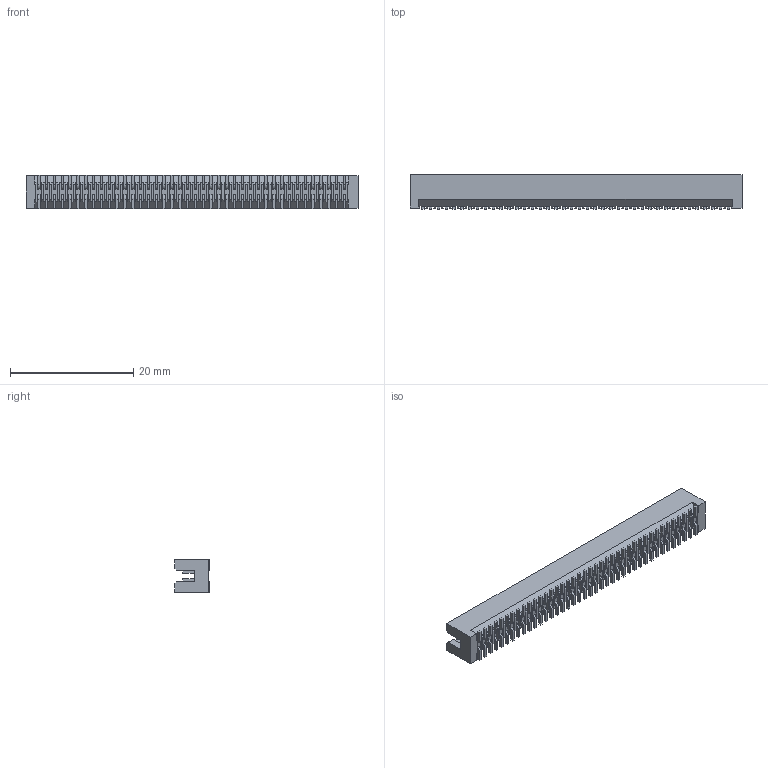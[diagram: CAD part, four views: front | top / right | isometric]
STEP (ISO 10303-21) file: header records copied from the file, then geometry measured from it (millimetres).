
FILE_DESCRIPTION (( 'STEP AP214' ), '1' );
FILE_NAME ('2002122100080d1lf.STEP', '2020-06-20T03:57:20', ( '' ), ( '' ), 'SwSTEP 2.0', 'SolidWorks 2017', '' );
FILE_SCHEMA (( 'AUTOMOTIVE_DESIGN' ));
Length unit declared in the file: millimetre
Products named in the file (2): 2002122100080d1lf
Bounding box: 53.79 x 5.6 x 5.5 mm (x, y, z)
Volume: 778.5 mm3; surface area: 2252.3 mm2
Topology: 1 solids, 1 shells, 1388 faces, 3518 edges, 2292 vertices
Faces by surface type: plane 1228, cylinder 160
Entity records: 41171 total; most frequent: CARTESIAN_POINT 7200, ORIENTED_EDGE 7036, DIRECTION 6778, EDGE_CURVE 3518, VECTOR 3038, LINE 3038, VERTEX_POINT 2292, AXIS2_PLACEMENT_3D 1870
